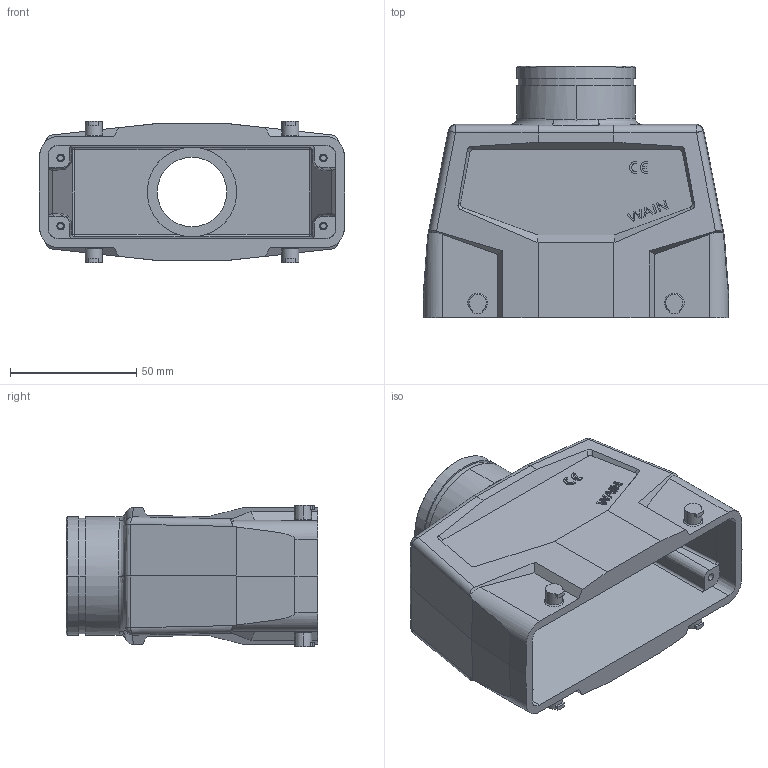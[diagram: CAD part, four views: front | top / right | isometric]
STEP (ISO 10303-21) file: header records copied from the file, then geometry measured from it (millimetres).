
FILE_DESCRIPTION((''),'2;1');
FILE_NAME('H24B_P-TEH-4B-M32_SW0001','2023-12-29T',('yp.zhu'),(''),'PRO/ENGINEER BY PARAMETRIC TECHNOLOGY CORPORATION, 2012480','PRO/ENGINEER BY PARAMETRIC TECHNOLOGY CORPORATION, 2012480','');
FILE_SCHEMA(('CONFIG_CONTROL_DESIGN'));
Length unit declared in the file: inch
Products named in the file (1): H24B_P-TEH-4B-M32_SW0001
Bounding box: 121 x 99.5 x 56 mm (x, y, z)
Volume: 153334.8 mm3; surface area: 61127.6 mm2
Topology: 1 solids, 1 shells, 401 faces, 1075 edges, 692 vertices
Faces by surface type: plane 194, cylinder 129, cone 32, extrusion 20, bspline 18, sphere 8
Entity records: 16168 total; most frequent: CARTESIAN_POINT 6370, ORIENTED_EDGE 2110, DIRECTION 1885, EDGE_CURVE 1055, VERTEX_POINT 690, VECTOR 633, AXIS2_PLACEMENT_3D 626, LINE 613
